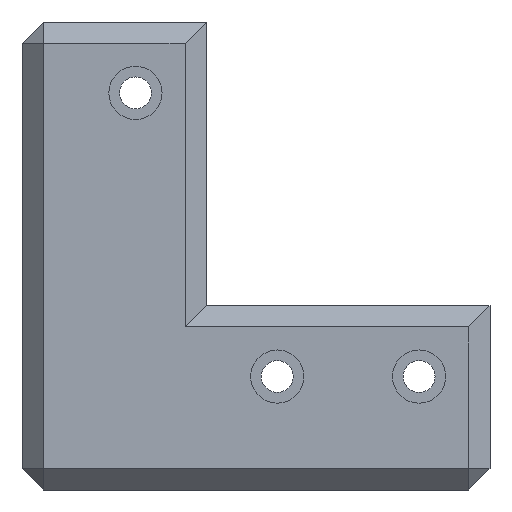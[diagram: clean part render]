
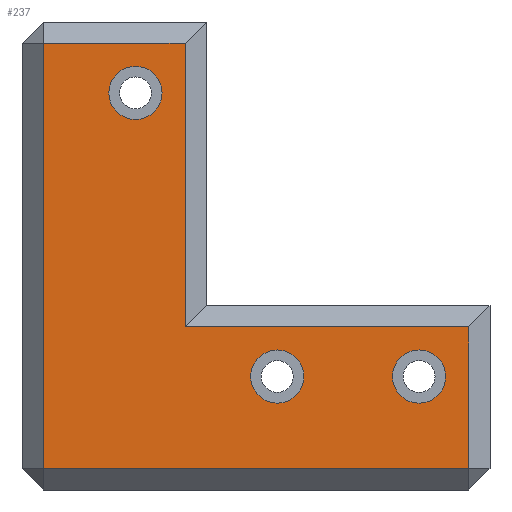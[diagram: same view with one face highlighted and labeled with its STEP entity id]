
A CAD part, front view. The second image highlights one B-rep face of the part: STEP entity #237.
In plain terms, the highlighted planar face has unit normal (0, -1, 0).
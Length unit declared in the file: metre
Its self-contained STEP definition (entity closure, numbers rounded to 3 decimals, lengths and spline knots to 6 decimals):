
#237 = ADVANCED_FACE( '', ( #522, #523, #524, #525 ), #526, .T. );
#522 = FACE_OUTER_BOUND( '', #829, .T. );
#523 = FACE_BOUND( '', #830, .T. );
#524 = FACE_BOUND( '', #831, .T. );
#525 = FACE_BOUND( '', #832, .T. );
#526 = PLANE( '', #833 );
#829 = EDGE_LOOP( '', ( #1428, #1429, #1430, #1431, #1432, #1433 ) );
#830 = EDGE_LOOP( '', ( #1434 ) );
#831 = EDGE_LOOP( '', ( #1435 ) );
#832 = EDGE_LOOP( '', ( #1436 ) );
#833 = AXIS2_PLACEMENT_3D( '', #1437, #1438, #1439 );
#1428 = ORIENTED_EDGE( '', *, *, #1794, .T. );
#1429 = ORIENTED_EDGE( '', *, *, #1835, .T. );
#1430 = ORIENTED_EDGE( '', *, *, #1680, .T. );
#1431 = ORIENTED_EDGE( '', *, *, #1848, .T. );
#1432 = ORIENTED_EDGE( '', *, *, #1849, .T. );
#1433 = ORIENTED_EDGE( '', *, *, #1716, .T. );
#1434 = ORIENTED_EDGE( '', *, *, #1719, .F. );
#1435 = ORIENTED_EDGE( '', *, *, #1816, .F. );
#1436 = ORIENTED_EDGE( '', *, *, #1828, .F. );
#1437 = CARTESIAN_POINT( '', ( 0.038987, 0., 0.006 ) );
#1438 = DIRECTION( '', ( 0., -1., 0. ) );
#1439 = DIRECTION( '', ( 0., 0., -1. ) );
#1680 = EDGE_CURVE( '', #2002, #2000, #2003, .T. );
#1716 = EDGE_CURVE( '', #2054, #2026, #2056, .T. );
#1719 = EDGE_CURVE( '', #2060, #2060, #2061, .T. );
#1794 = EDGE_CURVE( '', #2026, #2172, #2174, .T. );
#1816 = EDGE_CURVE( '', #2201, #2201, #2202, .T. );
#1828 = EDGE_CURVE( '', #2217, #2217, #2218, .T. );
#1835 = EDGE_CURVE( '', #2172, #2002, #2226, .T. );
#1848 = EDGE_CURVE( '', #2000, #2231, #2242, .T. );
#1849 = EDGE_CURVE( '', #2231, #2054, #2243, .T. );
#2000 = VERTEX_POINT( '', #2436 );
#2002 = VERTEX_POINT( '', #2439 );
#2003 = LINE( '', #2440, #2441 );
#2026 = VERTEX_POINT( '', #2473 );
#2054 = VERTEX_POINT( '', #2516 );
#2056 = LINE( '', #2519, #2520 );
#2060 = VERTEX_POINT( '', #2524 );
#2061 = CIRCLE( '', #2525, 0.00375 );
#2172 = VERTEX_POINT( '', #2681 );
#2174 = LINE( '', #2684, #2685 );
#2201 = VERTEX_POINT( '', #2725 );
#2202 = CIRCLE( '', #2726, 0.00375 );
#2217 = VERTEX_POINT( '', #2743 );
#2218 = CIRCLE( '', #2744, 0.00375 );
#2226 = LINE( '', #2756, #2757 );
#2231 = VERTEX_POINT( '', #2762 );
#2242 = LINE( '', #2775, #2776 );
#2243 = LINE( '', #2777, #2778 );
#2436 = CARTESIAN_POINT( '', ( 0.023, 0., 0.063 ) );
#2439 = CARTESIAN_POINT( '', ( 0.023, 0., 0.023 ) );
#2440 = CARTESIAN_POINT( '', ( 0.023, 0., 0.066 ) );
#2441 = VECTOR( '', #2898, 1. );
#2473 = CARTESIAN_POINT( '', ( 0.063, 0., 0.003 ) );
#2516 = CARTESIAN_POINT( '', ( 0.003, 0., 0.003 ) );
#2519 = CARTESIAN_POINT( '', ( 0.066, 0., 0.003 ) );
#2520 = VECTOR( '', #2927, 1. );
#2524 = CARTESIAN_POINT( '', ( 0.01975, 0., 0.056 ) );
#2525 = AXIS2_PLACEMENT_3D( '', #2931, #2932, #2933 );
#2681 = CARTESIAN_POINT( '', ( 0.063, 0., 0.023 ) );
#2684 = CARTESIAN_POINT( '', ( 0.063, 0., 0.006 ) );
#2685 = VECTOR( '', #3010, 1. );
#2725 = CARTESIAN_POINT( '', ( 0.05975, 0., 0.016 ) );
#2726 = AXIS2_PLACEMENT_3D( '', #3030, #3031, #3032 );
#2743 = CARTESIAN_POINT( '', ( 0.03975, 0., 0.016 ) );
#2744 = AXIS2_PLACEMENT_3D( '', #3044, #3045, #3046 );
#2756 = CARTESIAN_POINT( '', ( 0.038987, 0., 0.023 ) );
#2757 = VECTOR( '', #3051, 1. );
#2762 = CARTESIAN_POINT( '', ( 0.003, 0., 0.063 ) );
#2775 = CARTESIAN_POINT( '', ( 0.038987, 0., 0.063 ) );
#2776 = VECTOR( '', #3060, 1. );
#2777 = CARTESIAN_POINT( '', ( 0.003, 0., 0.006 ) );
#2778 = VECTOR( '', #3061, 1. );
#2898 = DIRECTION( '', ( 0., 0., 1. ) );
#2927 = DIRECTION( '', ( 1., 0., 0. ) );
#2931 = CARTESIAN_POINT( '', ( 0.016, 0., 0.056 ) );
#2932 = DIRECTION( '', ( 0., -1., 0. ) );
#2933 = DIRECTION( '', ( 1., 0., 0. ) );
#3010 = DIRECTION( '', ( 0., 0., 1. ) );
#3030 = CARTESIAN_POINT( '', ( 0.056, 0., 0.016 ) );
#3031 = DIRECTION( '', ( 0., -1., 0. ) );
#3032 = DIRECTION( '', ( 1., 0., 0. ) );
#3044 = CARTESIAN_POINT( '', ( 0.036, 0., 0.016 ) );
#3045 = DIRECTION( '', ( 0., -1., 0. ) );
#3046 = DIRECTION( '', ( 1., 0., 0. ) );
#3051 = DIRECTION( '', ( -1., 0., 0. ) );
#3060 = DIRECTION( '', ( -1., 0., 0. ) );
#3061 = DIRECTION( '', ( 0., 0., -1. ) );
